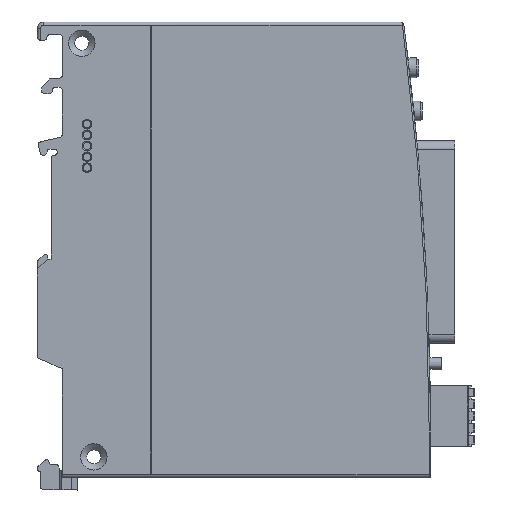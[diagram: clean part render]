
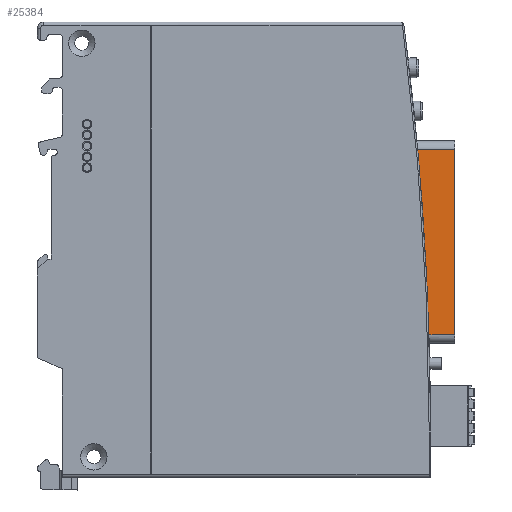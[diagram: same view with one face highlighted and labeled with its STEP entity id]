
A CAD part, left-side view. The second image highlights one B-rep face of the part: STEP entity #25384.
In plain terms, the highlighted planar face has unit normal (-1, 0, 0).
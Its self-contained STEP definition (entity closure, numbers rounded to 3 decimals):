
#20401=FACE_OUTER_BOUND('',#30883,.T.);
#23870=CIRCLE('',#76305,1000.);
#25384=ADVANCED_FACE('NONE',(#20401),#28222,.T.);
#28222=PLANE('',#76402);
#30883=EDGE_LOOP('',(#34286,#34287,#34288,#34289));
#34286=ORIENTED_EDGE('',*,*,#55296,.F.);
#34287=ORIENTED_EDGE('',*,*,#55547,.T.);
#34288=ORIENTED_EDGE('',*,*,#55526,.F.);
#34289=ORIENTED_EDGE('',*,*,#55530,.F.);
#49596=VERTEX_POINT('',#95712);
#49597=VERTEX_POINT('',#95714);
#49819=VERTEX_POINT('',#96302);
#49820=VERTEX_POINT('',#96304);
#55296=EDGE_CURVE('NONE',#49596,#49597,#23870,.T.);
#55526=EDGE_CURVE('NONE',#49819,#49820,#63644,.T.);
#55530=EDGE_CURVE('NONE',#49597,#49819,#63647,.T.);
#55547=EDGE_CURVE('NONE',#49596,#49820,#63656,.T.);
#63644=LINE('',#96303,#70055);
#63647=LINE('',#96311,#70058);
#63656=LINE('',#96344,#70067);
#70055=VECTOR('',#80937,1.);
#70058=VECTOR('',#80944,1.);
#70067=VECTOR('',#80977,1.);
#76305=AXIS2_PLACEMENT_3D('',#95713,#80618,#80619);
#76402=AXIS2_PLACEMENT_3D('',#96346,#80980,#80981);
#80618=DIRECTION('',(-1.,0.,0.));
#80619=DIRECTION('',(0.,-1.,0.));
#80937=DIRECTION('',(0.,-1.,0.));
#80944=DIRECTION('',(0.,0.,1.));
#80977=DIRECTION('',(0.,0.,1.));
#80980=DIRECTION('',(-1.,0.,0.));
#80981=DIRECTION('',(0.,-1.,0.));
#95712=CARTESIAN_POINT('',(-67.444,-17.953,-10.067));
#95713=CARTESIAN_POINT('',(-67.444,-49.012,-1009.584));
#95714=CARTESIAN_POINT('',(-67.444,41.791,-13.715));
#96302=CARTESIAN_POINT('',(-67.444,41.791,-1.697));
#96303=CARTESIAN_POINT('',(-67.444,41.791,-1.697));
#96304=CARTESIAN_POINT('',(-67.444,-17.953,-1.697));
#96311=CARTESIAN_POINT('',(-67.444,41.791,-31.697));
#96344=CARTESIAN_POINT('',(-67.444,-17.953,-31.697));
#96346=CARTESIAN_POINT('',(-67.444,41.791,-31.697));
